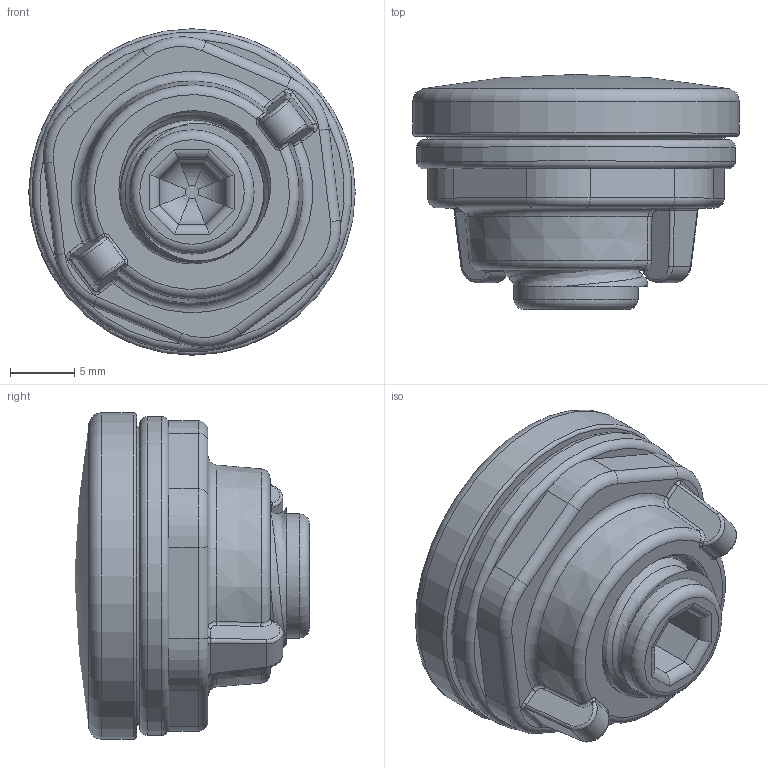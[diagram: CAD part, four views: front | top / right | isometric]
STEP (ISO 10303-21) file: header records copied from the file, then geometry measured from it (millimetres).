
FILE_DESCRIPTION(/* description */ (''),/* implementation_level */ '2;1');
FILE_NAME(/* name */ 'HW-FGHP.stp',/* time_stamp */ '2014-03-05T09:11:23-06:00',/* author */ ('pmescher'),/* organization */ (''),/* preprocessor_version */ 'ST-DEVELOPER v15.2',/* originating_system */ 'Autodesk Inventor 2014',/* authorisation */ '');
FILE_SCHEMA (('AUTOMOTIVE_DESIGN { 1 0 10303 214 3 1 1 }'));
Length unit declared in the file: inch
Products named in the file (4): HP2; HP2_1; HP2_2; HPSERIES1_STP
Bounding box: 25.4 x 18.29 x 25.4 mm (x, y, z)
Volume: 5445.8 mm3; surface area: 4404.9 mm2
Topology: 3 solids, 3 shells, 135 faces, 307 edges, 183 vertices
Faces by surface type: cylinder 49, bspline 34, plane 32, torus 17, cone 2, sphere 1
Full cylindrical faces by diameter (mm): 9.652 x1, 11.43 x1, 24.892 x1, 25.4 x1
Entity records: 6227 total; most frequent: CARTESIAN_POINT 3267, DIRECTION 593, ORIENTED_EDGE 588, EDGE_CURVE 294, AXIS2_PLACEMENT_3D 247, VERTEX_POINT 181, EDGE_LOOP 155, FACE_OUTER_BOUND 135
